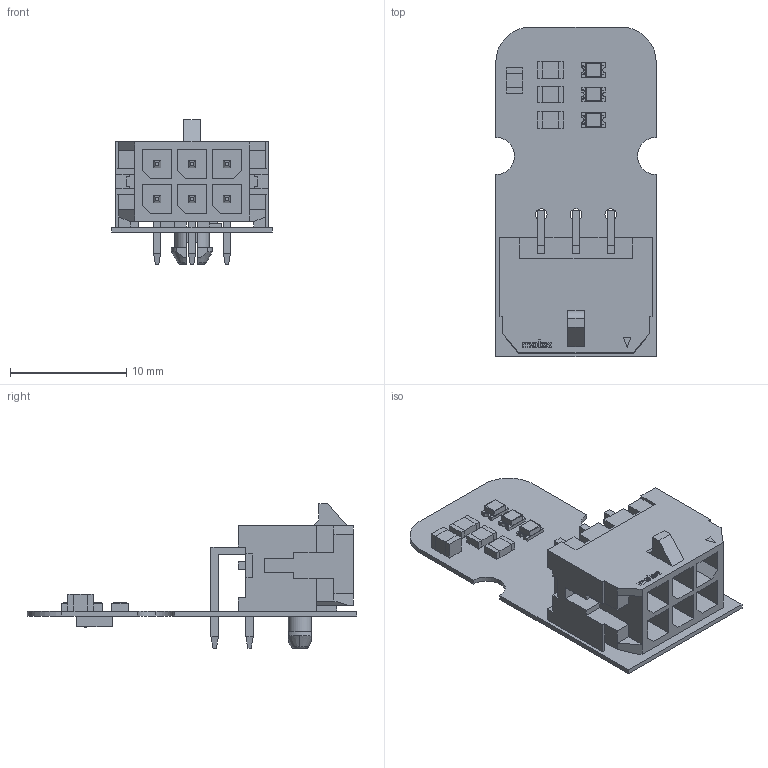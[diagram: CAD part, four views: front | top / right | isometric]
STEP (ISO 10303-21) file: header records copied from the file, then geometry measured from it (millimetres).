
FILE_DESCRIPTION(('Open CASCADE Model'),'2;1');
FILE_NAME('Open CASCADE Shape Model','2024-03-25T20:38:19',('Author'),( 'Open CASCADE'),'Open CASCADE STEP processor 7.5','Open CASCADE 7.5' ,'Unknown');
FILE_SCHEMA(('AUTOMOTIVE_DESIGN { 1 0 10303 214 1 1 1 1 }'));
Length unit declared in the file: millimetre
Products named in the file (33): PCB; Board; Open CASCADE STEP translator 7.5 1.1.1; U1; 6260206512; R3; 6262404752; Extruded; 6262392272; R2; R1; J1; Conn_Molex_0430450600_eec; Body; Pins; New Marking; Molex Logo-LAPTOP-NQA1DCQ3; D3; Diode_Wurth_Electronics_150080SS75000_eec; base; cover; housing; marking; base_2; Mark2; D2; D1; C1; 6198004576; 6198004736
Assembly tree (43 placements, depth 4):
  PCB
    Board
      Open CASCADE STEP translator 7.5 1.1.1
    U1
      6260206512
    R3
      6262404752
        Extruded
      6262392272  x2
        Extruded
    R2
      6262404752
        Extruded
      6262392272  x2
        Extruded
    R1
      6262404752
        Extruded
      6262392272  x2
        Extruded
    J1
      Conn_Molex_0430450600_eec
        Body
        Pins
        New Marking
        Molex Logo-LAPTOP-NQA1DCQ3
    D3
      Diode_Wurth_Electronics_150080SS75000_eec
        base
        cover
        housing
        marking  x2
        base_2
        Mark2
    D2
      Diode_Wurth_Electronics_150080SS75000_eec
        base
        cover
        housing
        marking  x2
        base_2
        Mark2
    D1
      Diode_Wurth_Electronics_150080SS75000_eec
        base
        cover
        housing
        marking  x2
        base_2
        Mark2
    C1
      6198004576  x2
        Extruded
      6198004736
        Extruded
Bounding box: 13.8 x 28.4 x 12.45 mm (x, y, z)
Volume: 751.2 mm3; surface area: 2266.7 mm2
Topology: 72 solids, 72 shells, 876 faces, 2051 edges, 1331 vertices
Faces by surface type: plane 765, cylinder 66, bspline 30, sphere 12, cone 3
Full cylindrical faces by diameter (mm): 0.155 x1, 1.02 x6, 3 x1
Entity records: 20526 total; most frequent: CARTESIAN_POINT 3663, ORIENTED_EDGE 3070, DIRECTION 2864, EDGE_CURVE 1535, LINE 1396, VECTOR 1396, VERTEX_POINT 995, AXIS2_PLACEMENT_3D 734
